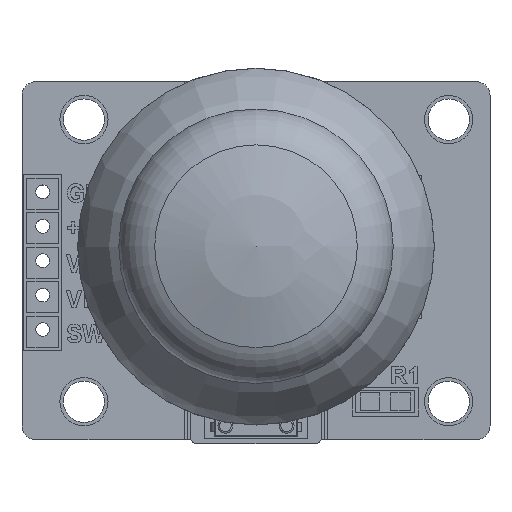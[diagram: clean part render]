
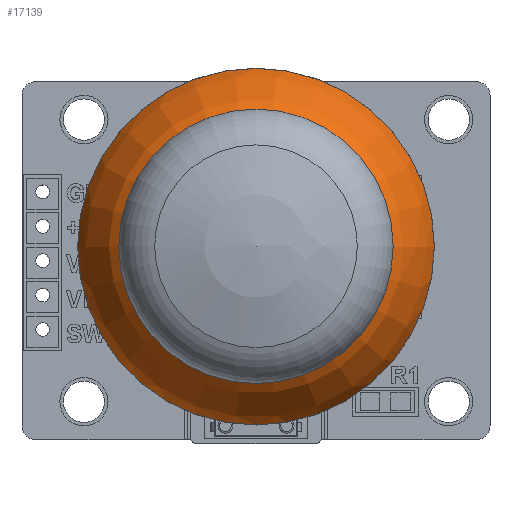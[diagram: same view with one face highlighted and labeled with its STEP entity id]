
A CAD part, top view. The second image highlights one B-rep face of the part: STEP entity #17139.
In plain terms, the highlighted toroidal (fillet/blend) face has major radius 1.174 mm and minor radius 12.484 mm.
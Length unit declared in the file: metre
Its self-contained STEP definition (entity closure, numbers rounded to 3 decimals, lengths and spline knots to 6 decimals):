
#25=DEGENERATE_TOROIDAL_SURFACE('',#19463,0.001174,0.012484,
 .T.);
#988=CIRCLE('',#19460,0.00525);
#990=CIRCLE('',#19464,0.012954);
#3742=ORIENTED_EDGE('',*,*,#7526,.T.);
#3743=ORIENTED_EDGE('',*,*,#7528,.F.);
#7526=EDGE_CURVE('',#9633,#9633,#988,.T.);
#7528=EDGE_CURVE('',#9635,#9635,#990,.T.);
#9633=VERTEX_POINT('',#28542);
#9635=VERTEX_POINT('',#28548);
#14146=EDGE_LOOP('',(#3742));
#14147=EDGE_LOOP('',(#3743));
#15341=FACE_BOUND('',#14146,.T.);
#15342=FACE_BOUND('',#14147,.T.);
#17139=ADVANCED_FACE('',(#15341,#15342),#25,.T.);
#19460=AXIS2_PLACEMENT_3D('',#28541,#22543,#22544);
#19463=AXIS2_PLACEMENT_3D('',#28546,#22549,#22550);
#19464=AXIS2_PLACEMENT_3D('',#28547,#22551,#22552);
#22543=DIRECTION('',(0.,0.,-1.));
#22544=DIRECTION('',(1.,0.,0.));
#22549=DIRECTION('',(0.,0.,-1.));
#22550=DIRECTION('',(-1.,0.,0.));
#22551=DIRECTION('',(0.,0.,-1.));
#22552=DIRECTION('',(1.,0.,0.));
#28541=CARTESIAN_POINT('',(0.,0.,0.0118));
#28542=CARTESIAN_POINT('',(0.00525,0.,0.0118));
#28546=CARTESIAN_POINT('',(0.,0.,0.));
#28547=CARTESIAN_POINT('',(0.,0.,0.004133));
#28548=CARTESIAN_POINT('',(0.012954,0.,0.004133));
